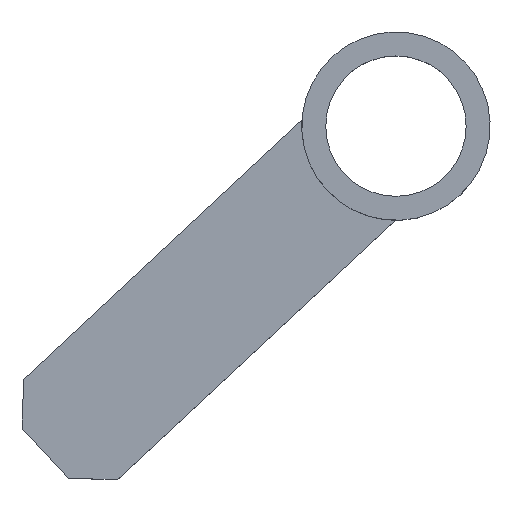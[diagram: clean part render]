
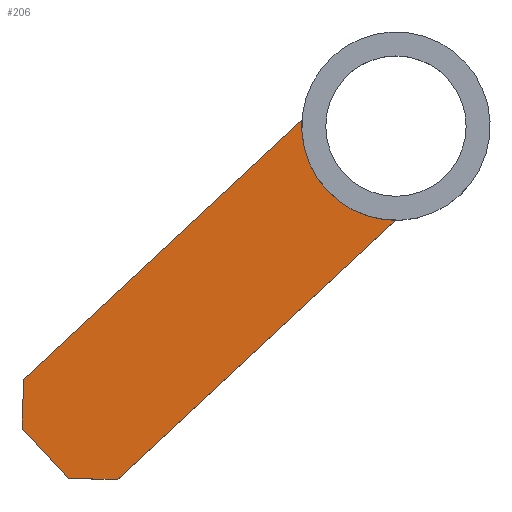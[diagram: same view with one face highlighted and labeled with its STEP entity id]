
A CAD part, top view. The second image highlights one B-rep face of the part: STEP entity #206.
In plain terms, the highlighted planar face has unit normal (0, 0, 1).
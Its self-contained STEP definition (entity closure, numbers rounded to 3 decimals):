
#24=PLANE('',#239);
#35=FACE_OUTER_BOUND('',#48,.T.);
#48=EDGE_LOOP('',(#184,#185,#186,#187,#188,#189,#190));
#51=LINE('',#310,#70);
#59=LINE('',#330,#78);
#61=LINE('',#334,#80);
#67=LINE('',#353,#86);
#68=LINE('',#355,#87);
#70=VECTOR('',#252,10.);
#78=VECTOR('',#268,10.);
#80=VECTOR('',#272,10.);
#86=VECTOR('',#294,10.);
#87=VECTOR('',#297,10.);
#93=CIRCLE('',#233,2.75);
#95=CIRCLE('',#235,2.75);
#98=VERTEX_POINT('',#308);
#99=VERTEX_POINT('',#309);
#107=VERTEX_POINT('',#329);
#108=VERTEX_POINT('',#333);
#110=VERTEX_POINT('',#339);
#111=VERTEX_POINT('',#341);
#113=VERTEX_POINT('',#347);
#117=EDGE_CURVE('',#98,#99,#51,.T.);
#127=EDGE_CURVE('',#99,#107,#59,.T.);
#129=EDGE_CURVE('',#107,#108,#61,.T.);
#133=EDGE_CURVE('',#110,#111,#93,.T.);
#138=EDGE_CURVE('',#113,#110,#95,.T.);
#139=EDGE_CURVE('',#111,#98,#67,.T.);
#140=EDGE_CURVE('',#113,#108,#68,.T.);
#184=ORIENTED_EDGE('',*,*,#117,.F.);
#185=ORIENTED_EDGE('',*,*,#139,.F.);
#186=ORIENTED_EDGE('',*,*,#133,.F.);
#187=ORIENTED_EDGE('',*,*,#138,.F.);
#188=ORIENTED_EDGE('',*,*,#140,.T.);
#189=ORIENTED_EDGE('',*,*,#129,.F.);
#190=ORIENTED_EDGE('',*,*,#127,.F.);
#206=ADVANCED_FACE('',(#35),#24,.T.);
#233=AXIS2_PLACEMENT_3D('',#342,#279,#280);
#235=AXIS2_PLACEMENT_3D('',#349,#286,#287);
#239=AXIS2_PLACEMENT_3D('',#354,#295,#296);
#252=DIRECTION('',(-0.999,0.035,0.));
#268=DIRECTION('',(-0.682,0.731,0.));
#272=DIRECTION('',(0.035,0.999,0.));
#279=DIRECTION('center_axis',(0.,0.,
1.));
#280=DIRECTION('ref_axis',(0.731,0.682,0.));
#286=DIRECTION('center_axis',(0.,0.,
1.));
#287=DIRECTION('ref_axis',(0.731,0.682,0.));
#294=DIRECTION('',(-0.731,-0.682,0.));
#295=DIRECTION('center_axis',(0.,0.,
1.));
#296=DIRECTION('ref_axis',(-0.682,0.731,0.));
#297=DIRECTION('',(-0.731,-0.682,0.));
#308=CARTESIAN_POINT('',(-8.144,-10.329,114.55));
#309=CARTESIAN_POINT('',(-9.557,-10.279,114.55));
#310=CARTESIAN_POINT('',(-3.904,-10.477,114.55));
#329=CARTESIAN_POINT('',(-10.921,-8.817,114.55));
#330=CARTESIAN_POINT('',(-11.603,-8.085,114.55));
#333=CARTESIAN_POINT('',(-10.872,-7.403,114.55));
#334=CARTESIAN_POINT('',(-10.773,-4.577,114.55));
#339=CARTESIAN_POINT('',(-2.011,-1.875,114.55));
#341=CARTESIAN_POINT('',(-0.016,-2.75,114.55));
#342=CARTESIAN_POINT('Origin',(0.,0.,
114.55));
#347=CARTESIAN_POINT('',(-2.744,0.175,114.55));
#349=CARTESIAN_POINT('Origin',(0.,0.,
114.55));
#353=CARTESIAN_POINT('',(1.364,-1.463,114.55));
#354=CARTESIAN_POINT('Origin',(1.364,-1.463,114.55));
#355=CARTESIAN_POINT('',(-1.364,1.463,114.55));
